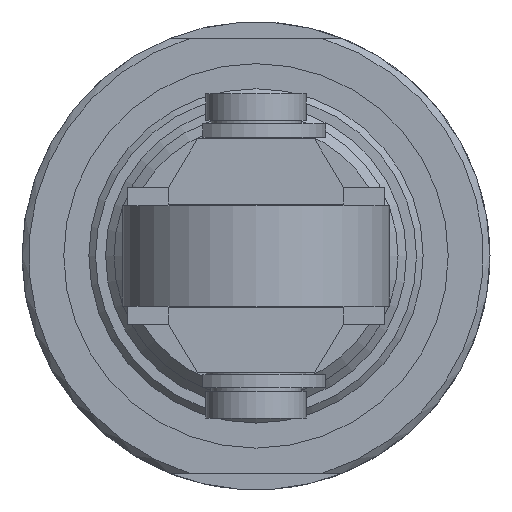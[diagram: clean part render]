
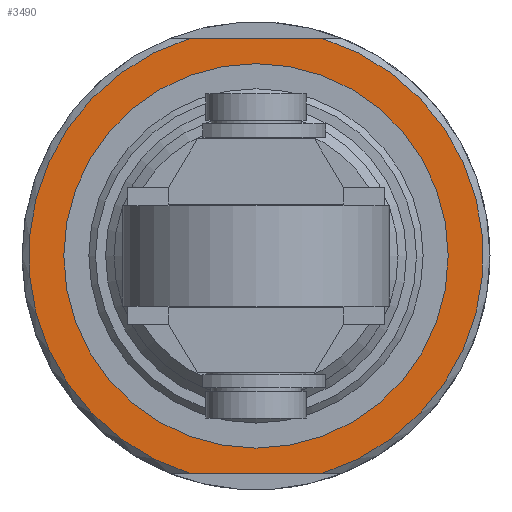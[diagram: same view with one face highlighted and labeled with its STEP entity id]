
A CAD part, left-side view. The second image highlights one B-rep face of the part: STEP entity #3490.
In plain terms, the highlighted planar face has unit normal (-1, 0, 0).
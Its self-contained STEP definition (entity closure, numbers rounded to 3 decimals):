
#304 = CARTESIAN_POINT ( 'NONE',  ( 42.9, -7., -6.5 ) ) ;
#369 = DIRECTION ( 'NONE',  ( -1., 0., 0. ) ) ;
#698 = ORIENTED_EDGE ( 'NONE', *, *, #3194, .T. ) ;
#723 = DIRECTION ( 'NONE',  ( 0., 0., -1. ) ) ;
#830 = ORIENTED_EDGE ( 'NONE', *, *, #978, .F. ) ;
#831 = DIRECTION ( 'NONE',  ( 0., 0., -1. ) ) ;
#978 = EDGE_CURVE ( 'NONE', #1162, #1162, #2987, .T. ) ;
#1112 = VECTOR ( 'NONE', #2848, 1000. ) ;
#1155 = AXIS2_PLACEMENT_3D ( 'NONE', #2528, #2273, #3407 ) ;
#1162 = VERTEX_POINT ( 'NONE', #1777 ) ;
#1187 = LINE ( 'NONE', #2586, #3098 ) ;
#1219 = CARTESIAN_POINT ( 'NONE',  ( 42.9, 1.997, -6.5 ) ) ;
#1349 = VERTEX_POINT ( 'NONE', #1617 ) ;
#1408 = VERTEX_POINT ( 'NONE', #2447 ) ;
#1434 = CIRCLE ( 'NONE', #1809, 6.8 ) ;
#1501 = EDGE_LOOP ( 'NONE', ( #2865, #3383, #698, #2604 ) ) ;
#1617 = CARTESIAN_POINT ( 'NONE',  ( 42.9, -1.997, -6.5 ) ) ;
#1687 = PLANE ( 'NONE',  #2915 ) ;
#1719 = CARTESIAN_POINT ( 'NONE',  ( 42.9, 0., 0. ) ) ;
#1777 = CARTESIAN_POINT ( 'NONE',  ( 42.9, 0., 5.75 ) ) ;
#1809 = AXIS2_PLACEMENT_3D ( 'NONE', #3256, #369, #723 ) ;
#1829 = VERTEX_POINT ( 'NONE', #1219 ) ;
#1868 = CIRCLE ( 'NONE', #2420, 6.8 ) ;
#2004 = DIRECTION ( 'NONE',  ( 0., 1., 0. ) ) ;
#2239 = LINE ( 'NONE', #304, #1112 ) ;
#2248 = EDGE_LOOP ( 'NONE', ( #830 ) ) ;
#2273 = DIRECTION ( 'NONE',  ( -1., 0., 0. ) ) ;
#2292 = CARTESIAN_POINT ( 'NONE',  ( 42.9, 1.997, 6.5 ) ) ;
#2420 = AXIS2_PLACEMENT_3D ( 'NONE', #1719, #2579, #3472 ) ;
#2447 = CARTESIAN_POINT ( 'NONE',  ( 42.9, -1.997, 6.5 ) ) ;
#2528 = CARTESIAN_POINT ( 'NONE',  ( 42.9, 0., 0. ) ) ;
#2542 = CARTESIAN_POINT ( 'NONE',  ( 42.9, 0., 0. ) ) ;
#2553 = FACE_OUTER_BOUND ( 'NONE', #1501, .T. ) ;
#2579 = DIRECTION ( 'NONE',  ( -1., 0., 0. ) ) ;
#2586 = CARTESIAN_POINT ( 'NONE',  ( 42.9, -7., 6.5 ) ) ;
#2604 = ORIENTED_EDGE ( 'NONE', *, *, #2819, .T. ) ;
#2819 = EDGE_CURVE ( 'NONE', #1408, #3702, #1187, .T. ) ;
#2848 = DIRECTION ( 'NONE',  ( 0., 1., 0. ) ) ;
#2865 = ORIENTED_EDGE ( 'NONE', *, *, #3654, .T. ) ;
#2915 = AXIS2_PLACEMENT_3D ( 'NONE', #2542, #3706, #831 ) ;
#2987 = CIRCLE ( 'NONE', #1155, 5.75 ) ;
#3093 = FACE_BOUND ( 'NONE', #2248, .T. ) ;
#3098 = VECTOR ( 'NONE', #2004, 1000. ) ;
#3194 = EDGE_CURVE ( 'NONE', #1349, #1408, #1434, .T. ) ;
#3256 = CARTESIAN_POINT ( 'NONE',  ( 42.9, 0., 0. ) ) ;
#3383 = ORIENTED_EDGE ( 'NONE', *, *, #3659, .F. ) ;
#3407 = DIRECTION ( 'NONE',  ( 0., 0., 1. ) ) ;
#3472 = DIRECTION ( 'NONE',  ( 0., 0., -1. ) ) ;
#3490 = ADVANCED_FACE ( 'NONE', ( #2553, #3093 ), #1687, .F. ) ;
#3654 = EDGE_CURVE ( 'NONE', #3702, #1829, #1868, .T. ) ;
#3659 = EDGE_CURVE ( 'NONE', #1349, #1829, #2239, .T. ) ;
#3702 = VERTEX_POINT ( 'NONE', #2292 ) ;
#3706 = DIRECTION ( 'NONE',  ( 1., 0., 0. ) ) ;
